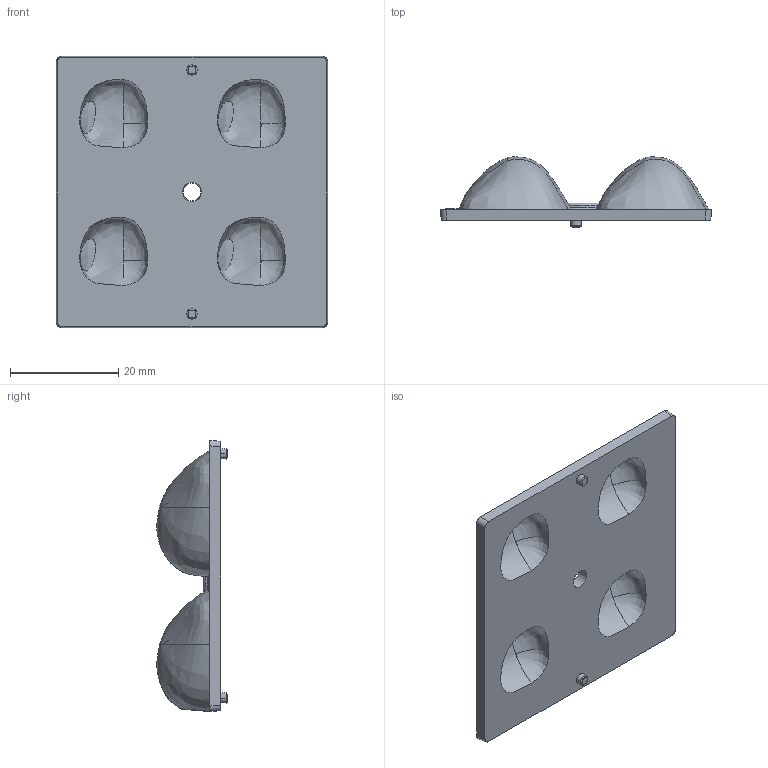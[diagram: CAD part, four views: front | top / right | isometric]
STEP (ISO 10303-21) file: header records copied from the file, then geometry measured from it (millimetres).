
FILE_DESCRIPTION((''),'2;1');
FILE_NAME('PX-L','2024-06-27T',('Administrator'),(''),'PRO/ENGINEER BY PARAMETRIC TECHNOLOGY CORPORATION, 2015240','PRO/ENGINEER BY PARAMETRIC TECHNOLOGY CORPORATION, 2015240','');
FILE_SCHEMA(('CONFIG_CONTROL_DESIGN'));
Length unit declared in the file: millimetre
Products named in the file (1): PX-L
Bounding box: 50 x 12.95 x 50 mm (x, y, z)
Volume: 11899.8 mm3; surface area: 6996.5 mm2
Topology: 1 solids, 1 shells, 124 faces, 333 edges, 206 vertices
Faces by surface type: plane 71, bspline 28, cone 13, torus 4, cylinder 4, extrusion 4
Entity records: 7681 total; most frequent: CARTESIAN_POINT 4902, ORIENTED_EDGE 618, DIRECTION 438, EDGE_CURVE 309, VERTEX_POINT 206, VECTOR 192, LINE 188, EDGE_LOOP 145
